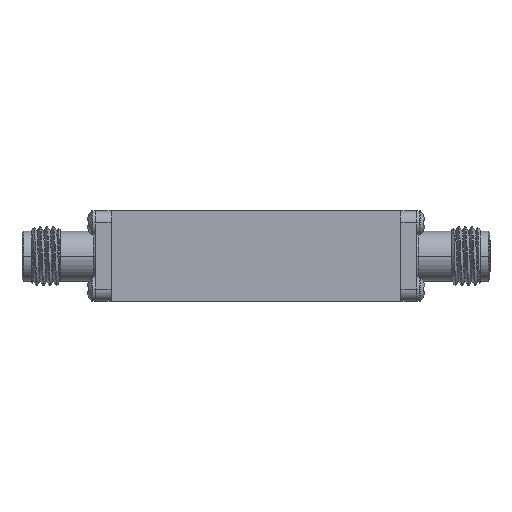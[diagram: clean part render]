
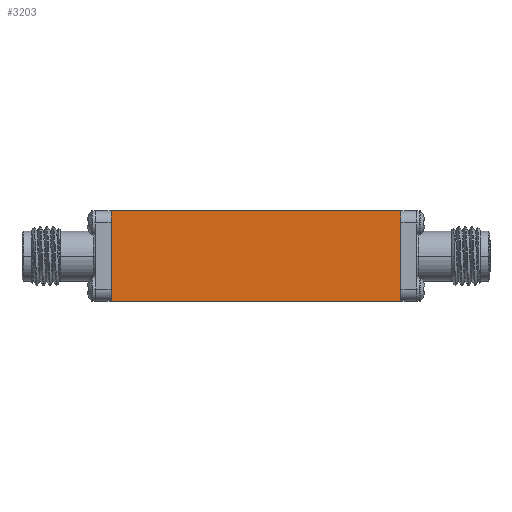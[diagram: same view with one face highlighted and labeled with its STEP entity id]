
A CAD part, front view. The second image highlights one B-rep face of the part: STEP entity #3203.
In plain terms, the highlighted planar face has unit normal (0, -1, 0).
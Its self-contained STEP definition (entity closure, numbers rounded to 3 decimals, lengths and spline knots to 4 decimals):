
#3203 = ADVANCED_FACE ( 'NONE', ( #6697 ), #35118, .F. ) ;
#3885 = VECTOR ( 'NONE', #29544, 39.3701 ) ;
#4782 = VERTEX_POINT ( 'NONE', #24480 ) ;
#6697 = FACE_OUTER_BOUND ( 'NONE', #24231, .T. ) ;
#7315 = EDGE_CURVE ( 'NONE', #17442, #4782, #22626, .T. ) ;
#9831 = CARTESIAN_POINT ( 'NONE',  ( -0.61, -0.3, 0.19 ) ) ;
#10782 = CARTESIAN_POINT ( 'NONE',  ( 0.61, -0.3, -0.19 ) ) ;
#14689 = CARTESIAN_POINT ( 'NONE',  ( 0.61, -0.3, 0.19 ) ) ;
#17374 = DIRECTION ( 'NONE',  ( 0., 0., 1. ) ) ;
#17442 = VERTEX_POINT ( 'NONE', #28640 ) ;
#18488 = EDGE_CURVE ( 'NONE', #4782, #24074, #54101, .T. ) ;
#20053 = LINE ( 'NONE', #20879, #3885 ) ;
#20879 = CARTESIAN_POINT ( 'NONE',  ( -0.61, -0.3, 0.19 ) ) ;
#22558 = ORIENTED_EDGE ( 'NONE', *, *, #18488, .T. ) ;
#22626 = LINE ( 'NONE', #9831, #35510 ) ;
#24074 = VERTEX_POINT ( 'NONE', #10782 ) ;
#24231 = EDGE_LOOP ( 'NONE', ( #22558, #48760, #30813, #33424 ) ) ;
#24480 = CARTESIAN_POINT ( 'NONE',  ( -0.61, -0.3, -0.19 ) ) ;
#24701 = VECTOR ( 'NONE', #50170, 39.3701 ) ;
#26836 = VERTEX_POINT ( 'NONE', #14689 ) ;
#28640 = CARTESIAN_POINT ( 'NONE',  ( -0.61, -0.3, 0.19 ) ) ;
#29544 = DIRECTION ( 'NONE',  ( 1., 0., 0. ) ) ;
#30813 = ORIENTED_EDGE ( 'NONE', *, *, #47579, .F. ) ;
#31743 = DIRECTION ( 'NONE',  ( 0., 0., -1. ) ) ;
#32644 = DIRECTION ( 'NONE',  ( 1., 0., 0. ) ) ;
#33424 = ORIENTED_EDGE ( 'NONE', *, *, #7315, .T. ) ;
#35118 = PLANE ( 'NONE',  #51041 ) ;
#35510 = VECTOR ( 'NONE', #31743, 39.3701 ) ;
#37183 = CARTESIAN_POINT ( 'NONE',  ( -0.61, -0.3, -0.19 ) ) ;
#37438 = EDGE_CURVE ( 'NONE', #26836, #24074, #38903, .T. ) ;
#38526 = CARTESIAN_POINT ( 'NONE',  ( -0.61, -0.3, 0.19 ) ) ;
#38903 = LINE ( 'NONE', #49792, #24701 ) ;
#41879 = VECTOR ( 'NONE', #32644, 39.3701 ) ;
#43702 = DIRECTION ( 'NONE',  ( 0., 1., 0. ) ) ;
#47579 = EDGE_CURVE ( 'NONE', #17442, #26836, #20053, .T. ) ;
#48760 = ORIENTED_EDGE ( 'NONE', *, *, #37438, .F. ) ;
#49792 = CARTESIAN_POINT ( 'NONE',  ( 0.61, -0.3, 0.19 ) ) ;
#50170 = DIRECTION ( 'NONE',  ( 0., 0., -1. ) ) ;
#51041 = AXIS2_PLACEMENT_3D ( 'NONE', #38526, #43702, #17374 ) ;
#54101 = LINE ( 'NONE', #37183, #41879 ) ;
